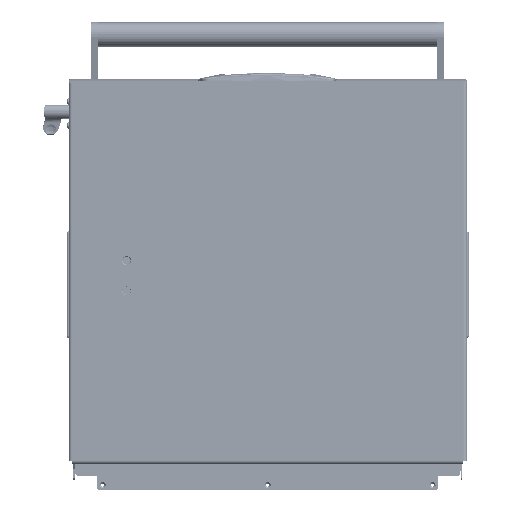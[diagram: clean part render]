
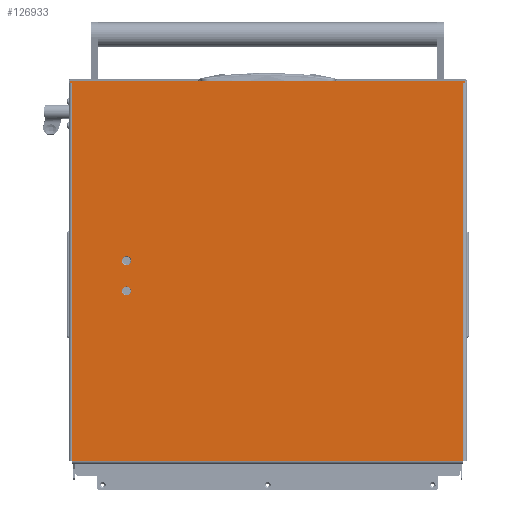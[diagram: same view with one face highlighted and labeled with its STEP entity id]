
A CAD part, front view. The second image highlights one B-rep face of the part: STEP entity #126933.
In plain terms, the highlighted face is planar.
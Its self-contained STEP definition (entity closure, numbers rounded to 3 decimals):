
#1183 = VERTEX_POINT ( 'NONE', #86809 ) ;
#1568 = EDGE_CURVE ( 'NONE', #77008, #42541, #52332, .T. ) ;
#1673 = CARTESIAN_POINT ( 'NONE',  ( 436., 452., 0. ) ) ;
#2447 = DIRECTION ( 'NONE',  ( 1., 0., 0. ) ) ;
#5055 = EDGE_CURVE ( 'NONE', #39967, #77008, #117959, .T. ) ;
#6608 = CARTESIAN_POINT ( 'NONE',  ( 0., 0., 0. ) ) ;
#9928 = VERTEX_POINT ( 'NONE', #58978 ) ;
#10585 = VECTOR ( 'NONE', #122987, 1000. ) ;
#10810 = VECTOR ( 'NONE', #37694, 1000. ) ;
#12565 = CARTESIAN_POINT ( 'NONE',  ( 0., 454., 0. ) ) ;
#13022 = EDGE_LOOP ( 'NONE', ( #64221, #57000, #83145, #132959, #119241, #110998, #96527, #14780 ) ) ;
#13773 = LINE ( 'NONE', #75773, #121663 ) ;
#14001 = EDGE_CURVE ( 'NONE', #94159, #42541, #107370, .T. ) ;
#14780 = ORIENTED_EDGE ( 'NONE', *, *, #70744, .F. ) ;
#18062 = LINE ( 'NONE', #49705, #10810 ) ;
#19034 = FACE_OUTER_BOUND ( 'NONE', #13022, .T. ) ;
#20281 = VECTOR ( 'NONE', #130264, 1000. ) ;
#22206 = CARTESIAN_POINT ( 'NONE',  ( 240., 389., 0. ) ) ;
#24055 = VERTEX_POINT ( 'NONE', #6608 ) ;
#24607 = DIRECTION ( 'NONE',  ( 0., 0., -1. ) ) ;
#28358 = AXIS2_PLACEMENT_3D ( 'NONE', #79941, #121677, #69814 ) ;
#31161 = DIRECTION ( 'NONE',  ( -1., 0., 0. ) ) ;
#31537 = EDGE_CURVE ( 'NONE', #79498, #9928, #105967, .T. ) ;
#32723 = LINE ( 'NONE', #1673, #10585 ) ;
#33704 = FACE_BOUND ( 'NONE', #60524, .T. ) ;
#34387 = CARTESIAN_POINT ( 'NONE',  ( -2., 454., 0. ) ) ;
#37610 = ORIENTED_EDGE ( 'NONE', *, *, #48353, .F. ) ;
#37694 = DIRECTION ( 'NONE',  ( -1., 0., 0. ) ) ;
#39735 = CIRCLE ( 'NONE', #82703, 5.2 ) ;
#39967 = VERTEX_POINT ( 'NONE', #55635 ) ;
#39986 = FACE_BOUND ( 'NONE', #93372, .T. ) ;
#41975 = VECTOR ( 'NONE', #2447, 1000. ) ;
#42194 = VECTOR ( 'NONE', #122461, 1000. ) ;
#42541 = VERTEX_POINT ( 'NONE', #116548 ) ;
#43118 = CARTESIAN_POINT ( 'NONE',  ( 245.2, 389., 0. ) ) ;
#47681 = EDGE_CURVE ( 'NONE', #110555, #116534, #39735, .T. ) ;
#48353 = EDGE_CURVE ( 'NONE', #9928, #79498, #118752, .T. ) ;
#49705 = CARTESIAN_POINT ( 'NONE',  ( 0., 452., 0. ) ) ;
#52332 = LINE ( 'NONE', #12565, #41975 ) ;
#54287 = CARTESIAN_POINT ( 'NONE',  ( 205., 389., 0. ) ) ;
#55635 = CARTESIAN_POINT ( 'NONE',  ( -2., -2., 0. ) ) ;
#57000 = ORIENTED_EDGE ( 'NONE', *, *, #127968, .T. ) ;
#58978 = CARTESIAN_POINT ( 'NONE',  ( 210.2, 389., 0. ) ) ;
#60524 = EDGE_LOOP ( 'NONE', ( #111165, #112293 ) ) ;
#61234 = CARTESIAN_POINT ( 'NONE',  ( 234.8, 389., 0. ) ) ;
#61382 = VERTEX_POINT ( 'NONE', #108511 ) ;
#62357 = CARTESIAN_POINT ( 'NONE',  ( 0., -4., 0. ) ) ;
#63703 = DIRECTION ( 'NONE',  ( -1., 0., 0. ) ) ;
#63942 = EDGE_CURVE ( 'NONE', #116534, #110555, #126012, .T. ) ;
#64221 = ORIENTED_EDGE ( 'NONE', *, *, #119940, .F. ) ;
#65078 = AXIS2_PLACEMENT_3D ( 'NONE', #54287, #24607, #63703 ) ;
#65586 = VERTEX_POINT ( 'NONE', #77377 ) ;
#66767 = CARTESIAN_POINT ( 'NONE',  ( -2., -4., 0. ) ) ;
#69814 = DIRECTION ( 'NONE',  ( -1., 0., 0. ) ) ;
#70744 = EDGE_CURVE ( 'NONE', #24055, #61382, #102225, .T. ) ;
#71626 = DIRECTION ( 'NONE',  ( 0., 0., -1. ) ) ;
#75773 = CARTESIAN_POINT ( 'NONE',  ( 0., -2., 0. ) ) ;
#76451 = DIRECTION ( 'NONE',  ( -1., 0., 0. ) ) ;
#77008 = VERTEX_POINT ( 'NONE', #34387 ) ;
#77097 = CARTESIAN_POINT ( 'NONE',  ( 0., -4., 0. ) ) ;
#77377 = CARTESIAN_POINT ( 'NONE',  ( 436., 452., 0. ) ) ;
#79498 = VERTEX_POINT ( 'NONE', #119199 ) ;
#79941 = CARTESIAN_POINT ( 'NONE',  ( 205., 389., 0. ) ) ;
#82362 = PLANE ( 'NONE',  #112903 ) ;
#82703 = AXIS2_PLACEMENT_3D ( 'NONE', #123476, #71626, #112710 ) ;
#83145 = ORIENTED_EDGE ( 'NONE', *, *, #5055, .T. ) ;
#83482 = EDGE_CURVE ( 'NONE', #65586, #61382, #32723, .T. ) ;
#86809 = CARTESIAN_POINT ( 'NONE',  ( 0., -2., 0. ) ) ;
#87160 = CARTESIAN_POINT ( 'NONE',  ( 0., 452., 0. ) ) ;
#91328 = LINE ( 'NONE', #62357, #105759 ) ;
#93298 = DIRECTION ( 'NONE',  ( 0., 1., 0. ) ) ;
#93372 = EDGE_LOOP ( 'NONE', ( #120093, #37610 ) ) ;
#94159 = VERTEX_POINT ( 'NONE', #87160 ) ;
#94284 = DIRECTION ( 'NONE',  ( -1., 0., 0. ) ) ;
#96527 = ORIENTED_EDGE ( 'NONE', *, *, #83482, .T. ) ;
#100625 = VECTOR ( 'NONE', #107844, 1000. ) ;
#101227 = CARTESIAN_POINT ( 'NONE',  ( 0., 452., 0. ) ) ;
#102225 = LINE ( 'NONE', #114343, #42194 ) ;
#105759 = VECTOR ( 'NONE', #93298, 1000. ) ;
#105967 = CIRCLE ( 'NONE', #65078, 5.2 ) ;
#107370 = LINE ( 'NONE', #77097, #20281 ) ;
#107844 = DIRECTION ( 'NONE',  ( 0., 1., 0. ) ) ;
#108511 = CARTESIAN_POINT ( 'NONE',  ( 436., 0., 0. ) ) ;
#110555 = VERTEX_POINT ( 'NONE', #61234 ) ;
#110998 = ORIENTED_EDGE ( 'NONE', *, *, #118802, .F. ) ;
#111165 = ORIENTED_EDGE ( 'NONE', *, *, #47681, .F. ) ;
#112293 = ORIENTED_EDGE ( 'NONE', *, *, #63942, .F. ) ;
#112710 = DIRECTION ( 'NONE',  ( -1., 0., 0. ) ) ;
#112903 = AXIS2_PLACEMENT_3D ( 'NONE', #101227, #115830, #31161 ) ;
#113839 = DIRECTION ( 'NONE',  ( 0., 0., -1. ) ) ;
#114343 = CARTESIAN_POINT ( 'NONE',  ( 0., 0., 0. ) ) ;
#115830 = DIRECTION ( 'NONE',  ( 0., 0., -1. ) ) ;
#116534 = VERTEX_POINT ( 'NONE', #43118 ) ;
#116548 = CARTESIAN_POINT ( 'NONE',  ( 0., 454., 0. ) ) ;
#117959 = LINE ( 'NONE', #66767, #100625 ) ;
#118752 = CIRCLE ( 'NONE', #28358, 5.2 ) ;
#118802 = EDGE_CURVE ( 'NONE', #65586, #94159, #18062, .T. ) ;
#119199 = CARTESIAN_POINT ( 'NONE',  ( 199.8, 389., 0. ) ) ;
#119241 = ORIENTED_EDGE ( 'NONE', *, *, #14001, .F. ) ;
#119548 = AXIS2_PLACEMENT_3D ( 'NONE', #22206, #113839, #94284 ) ;
#119940 = EDGE_CURVE ( 'NONE', #1183, #24055, #91328, .T. ) ;
#120093 = ORIENTED_EDGE ( 'NONE', *, *, #31537, .F. ) ;
#121663 = VECTOR ( 'NONE', #76451, 1000. ) ;
#121677 = DIRECTION ( 'NONE',  ( 0., 0., -1. ) ) ;
#122461 = DIRECTION ( 'NONE',  ( 1., 0., 0. ) ) ;
#122987 = DIRECTION ( 'NONE',  ( 0., -1., 0. ) ) ;
#123476 = CARTESIAN_POINT ( 'NONE',  ( 240., 389., 0. ) ) ;
#126012 = CIRCLE ( 'NONE', #119548, 5.2 ) ;
#126933 = ADVANCED_FACE ( 'NONE', ( #39986, #33704, #19034 ), #82362, .T. ) ;
#127968 = EDGE_CURVE ( 'NONE', #1183, #39967, #13773, .T. ) ;
#130264 = DIRECTION ( 'NONE',  ( 0., 1., 0. ) ) ;
#132959 = ORIENTED_EDGE ( 'NONE', *, *, #1568, .T. ) ;
